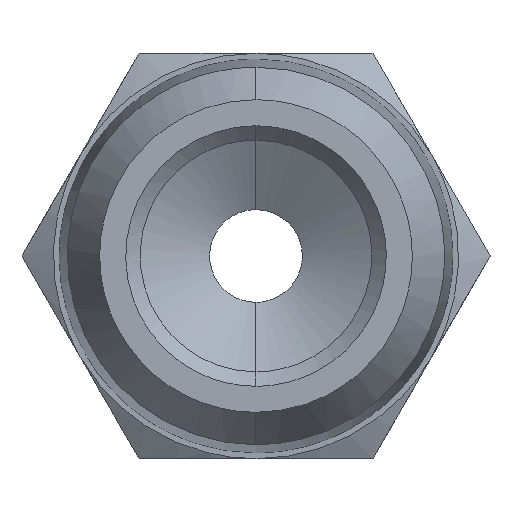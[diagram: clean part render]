
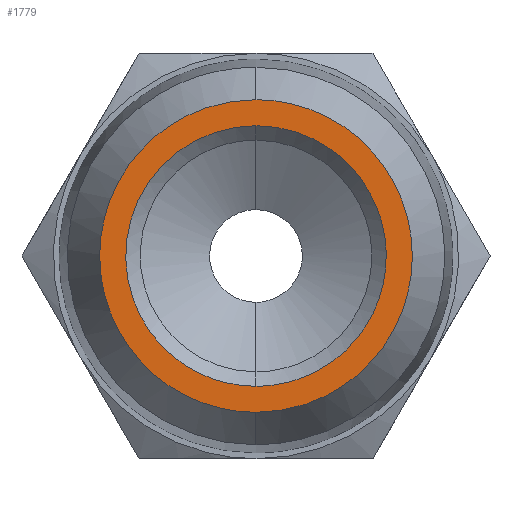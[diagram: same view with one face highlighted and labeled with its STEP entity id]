
A CAD part, front view. The second image highlights one B-rep face of the part: STEP entity #1779.
In plain terms, the highlighted free-form (B-spline) face has degree [1, 1] with [2, 2] control points.
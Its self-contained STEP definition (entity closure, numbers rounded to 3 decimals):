
#46 = EDGE_CURVE ( 'NONE', #937, #909, #111, .T. ) ;
#50 = CARTESIAN_POINT ( 'NONE',  ( 3.6, 0., -2.764 ) ) ;
#55 = CARTESIAN_POINT ( 'NONE',  ( -5.4, 0., 0.709 ) ) ;
#67 = CARTESIAN_POINT ( 'NONE',  ( 2.268, 0., -3.931 ) ) ;
#109 = B_SPLINE_CURVE_WITH_KNOTS ( 'NONE', 3,
 ( #1424, #591, #1353, #434, #2330, #1734, #2294, #985, #416, #1168, #1563, #994, #50, #978, #67, #798, #443, #1361 ),
 .UNSPECIFIED., .F., .F.,
 ( 4, 2, 2, 2, 2, 2, 2, 2, 4 ),
 ( 0., 0.393, 0.785, 1.178, 1.571, 1.963, 2.356, 2.749, 3.142 ),
 .UNSPECIFIED. ) ;
#111 =( BOUNDED_CURVE ( )  B_SPLINE_CURVE ( 3, ( #2336, #423, #1745, #803 ),
 .UNSPECIFIED., .F., .F. ) 
 B_SPLINE_CURVE_WITH_KNOTS ( ( 4, 4 ),
 ( -3.142, 0. ),
 .UNSPECIFIED. ) 
 CURVE ( )  GEOMETRIC_REPRESENTATION_ITEM ( )  RATIONAL_B_SPLINE_CURVE ( ( 1., 0.333, 0.333, 1. ) ) 
 REPRESENTATION_ITEM ( '' )  );
#200 = ORIENTED_EDGE ( 'NONE', *, *, #2412, .T. ) ;
#248 = CARTESIAN_POINT ( 'NONE',  ( -4.718, 0., 2.722 ) ) ;
#256 = CARTESIAN_POINT ( 'NONE',  ( 0., 0., 5.4 ) ) ;
#279 = CARTESIAN_POINT ( 'NONE',  ( 1.411, 0., -5.26 ) ) ;
#308 = EDGE_CURVE ( 'NONE', #1219, #2365, #1557, .T. ) ;
#341 = CARTESIAN_POINT ( 'NONE',  ( 0.709, 0., 5.4 ) ) ;
#416 = CARTESIAN_POINT ( 'NONE',  ( 4.5, 0., 0.591 ) ) ;
#423 = CARTESIAN_POINT ( 'NONE',  ( -9., 0., 4.5 ) ) ;
#434 = CARTESIAN_POINT ( 'NONE',  ( 2.268, 0., 3.931 ) ) ;
#439 = CARTESIAN_POINT ( 'NONE',  ( 0., 0., -5.4 ) ) ;
#443 = CARTESIAN_POINT ( 'NONE',  ( 0.591, 0., -4.5 ) ) ;
#447 = CARTESIAN_POINT ( 'NONE',  ( -1.411, 0., 5.26 ) ) ;
#452 = B_SPLINE_SURFACE_WITH_KNOTS ( 'NONE', 1, 1, ( 
 ( #935, #1330 ),
 ( #566, #2061 ) ),
 .UNSPECIFIED., .F., .F., .F.,
 ( 2, 2 ),
 ( 2, 2 ),
 ( 0., 1. ),
 ( 0., 1. ),
 .UNSPECIFIED. ) ;
#457 = CARTESIAN_POINT ( 'NONE',  ( -5.26, 0., -1.411 ) ) ;
#484 = CARTESIAN_POINT ( 'NONE',  ( 3.317, 0., -4.32 ) ) ;
#506 = CARTESIAN_POINT ( 'NONE',  ( 0., 0., 5.4 ) ) ;
#566 = CARTESIAN_POINT ( 'NONE',  ( -5.465, 0., -5.465 ) ) ;
#591 = CARTESIAN_POINT ( 'NONE',  ( 0.591, 0., 4.5 ) ) ;
#651 = CARTESIAN_POINT ( 'NONE',  ( 5.4, 0., 0.709 ) ) ;
#663 = EDGE_CURVE ( 'NONE', #2365, #1219, #2382, .T. ) ;
#701 = CARTESIAN_POINT ( 'NONE',  ( 3.317, 0., 4.32 ) ) ;
#709 = CARTESIAN_POINT ( 'NONE',  ( 5.26, 0., 1.411 ) ) ;
#798 = CARTESIAN_POINT ( 'NONE',  ( 1.176, 0., -4.384 ) ) ;
#803 = CARTESIAN_POINT ( 'NONE',  ( 0., 0., -4.5 ) ) ;
#814 = CARTESIAN_POINT ( 'NONE',  ( -4.718, 0., -2.722 ) ) ;
#897 = ORIENTED_EDGE ( 'NONE', *, *, #663, .T. ) ;
#909 = VERTEX_POINT ( 'NONE', #1580 ) ;
#935 = CARTESIAN_POINT ( 'NONE',  ( -5.465, 0., 5.465 ) ) ;
#937 = VERTEX_POINT ( 'NONE', #1027 ) ;
#962 = FACE_OUTER_BOUND ( 'NONE', #2156, .T. ) ;
#978 = CARTESIAN_POINT ( 'NONE',  ( 2.764, 0., -3.6 ) ) ;
#985 = CARTESIAN_POINT ( 'NONE',  ( 4.384, 0., 1.176 ) ) ;
#994 = CARTESIAN_POINT ( 'NONE',  ( 3.931, 0., -2.268 ) ) ;
#1002 = CARTESIAN_POINT ( 'NONE',  ( 0., 0., 5.4 ) ) ;
#1027 = CARTESIAN_POINT ( 'NONE',  ( 0., 0., 4.5 ) ) ;
#1069 = CARTESIAN_POINT ( 'NONE',  ( 0.709, 0., -5.4 ) ) ;
#1087 = CARTESIAN_POINT ( 'NONE',  ( 2.722, 0., 4.718 ) ) ;
#1168 = CARTESIAN_POINT ( 'NONE',  ( 4.5, 0., -0.591 ) ) ;
#1192 = CARTESIAN_POINT ( 'NONE',  ( -2.722, 0., -4.718 ) ) ;
#1201 = CARTESIAN_POINT ( 'NONE',  ( -0.709, 0., 5.4 ) ) ;
#1219 = VERTEX_POINT ( 'NONE', #1002 ) ;
#1257 = ORIENTED_EDGE ( 'NONE', *, *, #46, .F. ) ;
#1268 = CARTESIAN_POINT ( 'NONE',  ( 4.718, 0., 2.722 ) ) ;
#1276 = CARTESIAN_POINT ( 'NONE',  ( 4.32, 0., 3.317 ) ) ;
#1330 = CARTESIAN_POINT ( 'NONE',  ( 5.465, 0., 5.465 ) ) ;
#1353 = CARTESIAN_POINT ( 'NONE',  ( 1.176, 0., 4.384 ) ) ;
#1361 = CARTESIAN_POINT ( 'NONE',  ( 0., 0., -4.5 ) ) ;
#1377 = CARTESIAN_POINT ( 'NONE',  ( -5.4, 0., -0.709 ) ) ;
#1391 = CARTESIAN_POINT ( 'NONE',  ( -5.26, 0., 1.411 ) ) ;
#1424 = CARTESIAN_POINT ( 'NONE',  ( 0., 0., 4.5 ) ) ;
#1456 = FACE_BOUND ( 'NONE', #2331, .T. ) ;
#1557 = B_SPLINE_CURVE_WITH_KNOTS ( 'NONE', 3,
 ( #256, #1201, #447, #2124, #1963, #1755, #248, #1391, #55, #1377, #457, #814, #1568, #2145, #1192, #1574, #1772, #439 ),
 .UNSPECIFIED., .F., .F.,
 ( 4, 2, 2, 2, 2, 2, 2, 2, 4 ),
 ( 0., 0.393, 0.785, 1.178, 1.571, 1.963, 2.356, 2.749, 3.142 ),
 .UNSPECIFIED. ) ;
#1563 = CARTESIAN_POINT ( 'NONE',  ( 4.384, 0., -1.176 ) ) ;
#1568 = CARTESIAN_POINT ( 'NONE',  ( -4.32, 0., -3.317 ) ) ;
#1574 = CARTESIAN_POINT ( 'NONE',  ( -1.411, 0., -5.26 ) ) ;
#1580 = CARTESIAN_POINT ( 'NONE',  ( 0., 0., -4.5 ) ) ;
#1599 = CARTESIAN_POINT ( 'NONE',  ( 5.26, 0., -1.411 ) ) ;
#1607 = ORIENTED_EDGE ( 'NONE', *, *, #308, .T. ) ;
#1734 = CARTESIAN_POINT ( 'NONE',  ( 3.6, 0., 2.764 ) ) ;
#1745 = CARTESIAN_POINT ( 'NONE',  ( -9., 0., -4.5 ) ) ;
#1755 = CARTESIAN_POINT ( 'NONE',  ( -4.32, 0., 3.317 ) ) ;
#1772 = CARTESIAN_POINT ( 'NONE',  ( -0.709, 0., -5.4 ) ) ;
#1779 = ADVANCED_FACE ( 'NONE', ( #1456, #962 ), #452, .T. ) ;
#1797 = CARTESIAN_POINT ( 'NONE',  ( 4.718, 0., -2.722 ) ) ;
#1963 = CARTESIAN_POINT ( 'NONE',  ( -3.317, 0., 4.32 ) ) ;
#1983 = CARTESIAN_POINT ( 'NONE',  ( 2.722, 0., -4.718 ) ) ;
#2026 = CARTESIAN_POINT ( 'NONE',  ( 1.411, 0., 5.26 ) ) ;
#2061 = CARTESIAN_POINT ( 'NONE',  ( 5.465, 0., -5.465 ) ) ;
#2124 = CARTESIAN_POINT ( 'NONE',  ( -2.722, 0., 4.718 ) ) ;
#2139 = CARTESIAN_POINT ( 'NONE',  ( 0., 0., -5.4 ) ) ;
#2145 = CARTESIAN_POINT ( 'NONE',  ( -3.317, 0., -4.32 ) ) ;
#2156 = EDGE_LOOP ( 'NONE', ( #1607, #897 ) ) ;
#2195 = CARTESIAN_POINT ( 'NONE',  ( 0., 0., -5.4 ) ) ;
#2294 = CARTESIAN_POINT ( 'NONE',  ( 3.931, 0., 2.268 ) ) ;
#2330 = CARTESIAN_POINT ( 'NONE',  ( 2.764, 0., 3.6 ) ) ;
#2331 = EDGE_LOOP ( 'NONE', ( #1257, #200 ) ) ;
#2336 = CARTESIAN_POINT ( 'NONE',  ( 0., 0., 4.5 ) ) ;
#2365 = VERTEX_POINT ( 'NONE', #2139 ) ;
#2373 = CARTESIAN_POINT ( 'NONE',  ( 4.32, 0., -3.317 ) ) ;
#2382 = B_SPLINE_CURVE_WITH_KNOTS ( 'NONE', 3,
 ( #2195, #1069, #279, #1983, #484, #2373, #1797, #1599, #2398, #651, #709, #1268, #1276, #701, #1087, #2026, #341, #506 ),
 .UNSPECIFIED., .F., .F.,
 ( 4, 2, 2, 2, 2, 2, 2, 2, 4 ),
 ( 0., 0.393, 0.785, 1.178, 1.571, 1.963, 2.356, 2.749, 3.142 ),
 .UNSPECIFIED. ) ;
#2398 = CARTESIAN_POINT ( 'NONE',  ( 5.4, 0., -0.709 ) ) ;
#2412 = EDGE_CURVE ( 'NONE', #937, #909, #109, .T. ) ;
